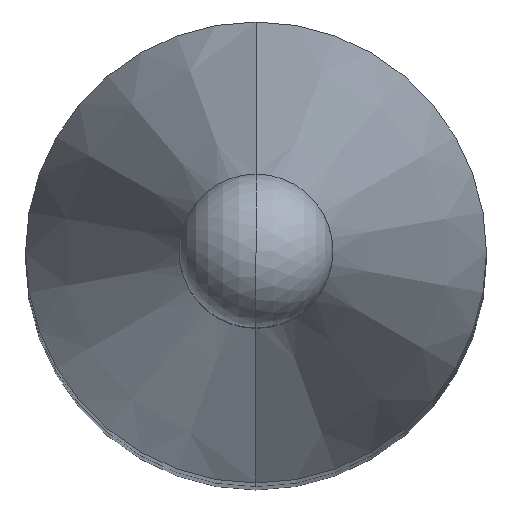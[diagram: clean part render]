
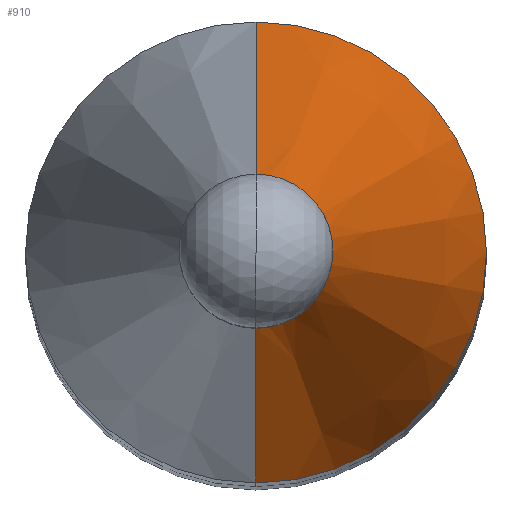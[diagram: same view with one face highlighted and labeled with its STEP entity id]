
A CAD part, top view. The second image highlights one B-rep face of the part: STEP entity #910.
In plain terms, the highlighted conical face has half-angle 15 degrees and reference radius 0.5 mm.
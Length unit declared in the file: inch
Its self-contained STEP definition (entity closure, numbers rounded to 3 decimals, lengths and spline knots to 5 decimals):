
#44 = DIRECTION ( 'NONE',  ( 0., 0.259, -0.966 ) ) ;
#94 = ORIENTED_EDGE ( 'NONE', *, *, #901, .T. ) ;
#114 = CARTESIAN_POINT ( 'NONE',  ( 0., -0.05905, -0.23586 ) ) ;
#127 = EDGE_CURVE ( 'NONE', #934, #794, #984, .T. ) ;
#154 = CARTESIAN_POINT ( 'NONE',  ( 0., 0., -0.23586 ) ) ;
#266 = CARTESIAN_POINT ( 'NONE',  ( 0., 0., -0.089 ) ) ;
#290 = DIRECTION ( 'NONE',  ( 0., -1., 0. ) ) ;
#302 = CARTESIAN_POINT ( 'NONE',  ( 0., 0.0197, -0.089 ) ) ;
#319 = CARTESIAN_POINT ( 'NONE',  ( 0., -0.0197, -0.089 ) ) ;
#335 = VECTOR ( 'NONE', #44, 39.37008 ) ;
#342 = FACE_OUTER_BOUND ( 'NONE', #485, .T. ) ;
#391 = DIRECTION ( 'NONE',  ( 0., 0., 1. ) ) ;
#402 = DIRECTION ( 'NONE',  ( 0., 0., 1. ) ) ;
#440 = ORIENTED_EDGE ( 'NONE', *, *, #838, .T. ) ;
#455 = CIRCLE ( 'NONE', #761, 0.05905 ) ;
#482 = LINE ( 'NONE', #1040, #1097 ) ;
#485 = EDGE_LOOP ( 'NONE', ( #614, #812, #94, #440 ) ) ;
#505 = CIRCLE ( 'NONE', #996, 0.0197 ) ;
#516 = DIRECTION ( 'NONE',  ( 0., -1., 0. ) ) ;
#614 = ORIENTED_EDGE ( 'NONE', *, *, #127, .F. ) ;
#658 = DIRECTION ( 'NONE',  ( 0., -1., 0. ) ) ;
#679 = CARTESIAN_POINT ( 'NONE',  ( 0., 0.0197, -0.089 ) ) ;
#682 = EDGE_CURVE ( 'NONE', #856, #934, #505, .T. ) ;
#740 = CARTESIAN_POINT ( 'NONE',  ( 0., 0.05905, -0.23586 ) ) ;
#759 = VERTEX_POINT ( 'NONE', #114 ) ;
#761 = AXIS2_PLACEMENT_3D ( 'NONE', #154, #402, #658 ) ;
#762 = CONICAL_SURFACE ( 'NONE', #869, 0.0197, 0.262 ) ;
#794 = VERTEX_POINT ( 'NONE', #740 ) ;
#812 = ORIENTED_EDGE ( 'NONE', *, *, #682, .F. ) ;
#838 = EDGE_CURVE ( 'NONE', #759, #794, #455, .T. ) ;
#856 = VERTEX_POINT ( 'NONE', #319 ) ;
#869 = AXIS2_PLACEMENT_3D ( 'NONE', #266, #1048, #516 ) ;
#901 = EDGE_CURVE ( 'NONE', #856, #759, #482, .T. ) ;
#910 = ADVANCED_FACE ( 'NONE', ( #342 ), #762, .T. ) ;
#934 = VERTEX_POINT ( 'NONE', #679 ) ;
#964 = DIRECTION ( 'NONE',  ( 0., -0.259, -0.966 ) ) ;
#982 = CARTESIAN_POINT ( 'NONE',  ( 0., 0., -0.089 ) ) ;
#984 = LINE ( 'NONE', #302, #335 ) ;
#996 = AXIS2_PLACEMENT_3D ( 'NONE', #982, #391, #290 ) ;
#1040 = CARTESIAN_POINT ( 'NONE',  ( 0., -0.0197, -0.089 ) ) ;
#1048 = DIRECTION ( 'NONE',  ( 0., 0., -1. ) ) ;
#1097 = VECTOR ( 'NONE', #964, 39.37008 ) ;
